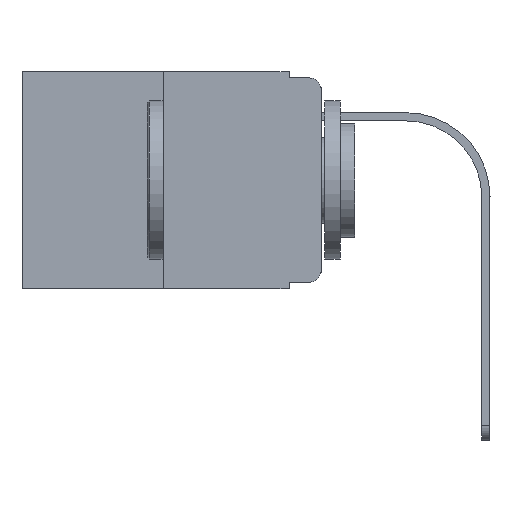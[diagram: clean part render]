
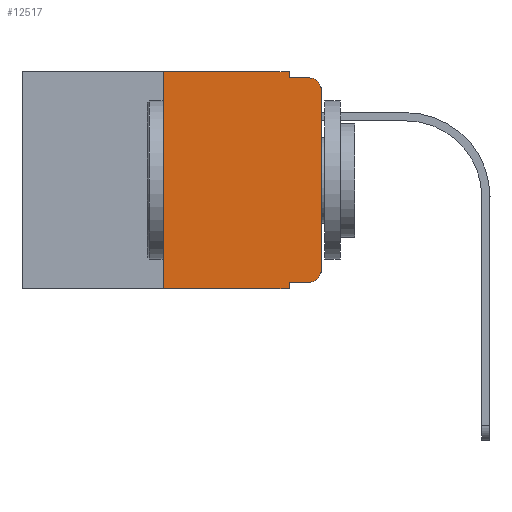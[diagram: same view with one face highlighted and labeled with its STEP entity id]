
A CAD part, left-side view. The second image highlights one B-rep face of the part: STEP entity #12517.
In plain terms, the highlighted planar face has unit normal (-1, 0, 0).
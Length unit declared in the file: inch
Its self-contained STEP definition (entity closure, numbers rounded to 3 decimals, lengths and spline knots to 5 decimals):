
#17 = EDGE_LOOP ( 'NONE', ( #10115, #5198, #9254, #14126, #5017, #1618, #6537, #8545, #1522, #621 ) ) ;
#157 = CARTESIAN_POINT ( 'NONE',  ( 0., 0.25, 0. ) ) ;
#162 = VECTOR ( 'NONE', #776, 39.37008 ) ;
#185 = VECTOR ( 'NONE', #5567, 39.37008 ) ;
#621 = ORIENTED_EDGE ( 'NONE', *, *, #3787, .T. ) ;
#762 = VERTEX_POINT ( 'NONE', #5575 ) ;
#776 = DIRECTION ( 'NONE',  ( 0., 0., -1. ) ) ;
#849 = CARTESIAN_POINT ( 'NONE',  ( 0., 0.473, 0. ) ) ;
#948 = CIRCLE ( 'NONE', #7210, 0.02 ) ;
#1026 = VECTOR ( 'NONE', #3208, 39.37008 ) ;
#1199 = LINE ( 'NONE', #2149, #8017 ) ;
#1237 = CARTESIAN_POINT ( 'NONE',  ( 0., 0.051, -0.01 ) ) ;
#1300 = CARTESIAN_POINT ( 'NONE',  ( 0., 0.473, 0. ) ) ;
#1355 = VECTOR ( 'NONE', #13794, 39.37008 ) ;
#1400 = CARTESIAN_POINT ( 'NONE',  ( 0., 0.25, 0. ) ) ;
#1522 = ORIENTED_EDGE ( 'NONE', *, *, #2976, .T. ) ;
#1618 = ORIENTED_EDGE ( 'NONE', *, *, #8750, .F. ) ;
#1708 = DIRECTION ( 'NONE',  ( 0., 0., 1. ) ) ;
#1907 = EDGE_CURVE ( 'NONE', #12511, #4377, #6677, .T. ) ;
#2149 = CARTESIAN_POINT ( 'NONE',  ( 0., 0.473, -0.343 ) ) ;
#2948 = VERTEX_POINT ( 'NONE', #9915 ) ;
#2973 = CARTESIAN_POINT ( 'NONE',  ( 0., 0.02, -0.03 ) ) ;
#2976 = EDGE_CURVE ( 'NONE', #762, #14109, #6796, .T. ) ;
#3042 = LINE ( 'NONE', #4200, #162 ) ;
#3068 = VERTEX_POINT ( 'NONE', #3545 ) ;
#3208 = DIRECTION ( 'NONE',  ( 0., 0., -1. ) ) ;
#3545 = CARTESIAN_POINT ( 'NONE',  ( 0., 0., -0.313 ) ) ;
#3602 = LINE ( 'NONE', #157, #10813 ) ;
#3787 = EDGE_CURVE ( 'NONE', #14109, #3068, #7395, .T. ) ;
#4054 = EDGE_CURVE ( 'NONE', #3068, #4317, #5850, .T. ) ;
#4143 = AXIS2_PLACEMENT_3D ( 'NONE', #849, #11932, #4277 ) ;
#4200 = CARTESIAN_POINT ( 'NONE',  ( 0., 0.051, 0. ) ) ;
#4209 = DIRECTION ( 'NONE',  ( 0., 0., -1. ) ) ;
#4277 = DIRECTION ( 'NONE',  ( 0., 0., -1. ) ) ;
#4317 = VERTEX_POINT ( 'NONE', #11902 ) ;
#4377 = VERTEX_POINT ( 'NONE', #5175 ) ;
#5017 = ORIENTED_EDGE ( 'NONE', *, *, #11038, .F. ) ;
#5175 = CARTESIAN_POINT ( 'NONE',  ( 0., 0.051, -0.01 ) ) ;
#5198 = ORIENTED_EDGE ( 'NONE', *, *, #6750, .T. ) ;
#5291 = CARTESIAN_POINT ( 'NONE',  ( 0., 0.051, 0. ) ) ;
#5567 = DIRECTION ( 'NONE',  ( 0., -1., 0. ) ) ;
#5575 = CARTESIAN_POINT ( 'NONE',  ( 0., 0.051, -0.333 ) ) ;
#5713 = CARTESIAN_POINT ( 'NONE',  ( 0., 0.02, -0.313 ) ) ;
#5789 = DIRECTION ( 'NONE',  ( -1., 0., 0. ) ) ;
#5850 = LINE ( 'NONE', #13826, #13504 ) ;
#5974 = DIRECTION ( 'NONE',  ( 0., 0., 1. ) ) ;
#6292 = CARTESIAN_POINT ( 'NONE',  ( 0., 0.02, -0.333 ) ) ;
#6491 = DIRECTION ( 'NONE',  ( 0., -1., 0. ) ) ;
#6537 = ORIENTED_EDGE ( 'NONE', *, *, #8627, .T. ) ;
#6677 = LINE ( 'NONE', #10100, #1026 ) ;
#6750 = EDGE_CURVE ( 'NONE', #4317, #6985, #948, .T. ) ;
#6796 = LINE ( 'NONE', #12505, #185 ) ;
#6985 = VERTEX_POINT ( 'NONE', #9354 ) ;
#7210 = AXIS2_PLACEMENT_3D ( 'NONE', #2973, #9794, #4209 ) ;
#7395 = CIRCLE ( 'NONE', #13263, 0.02 ) ;
#7532 = FACE_OUTER_BOUND ( 'NONE', #17, .T. ) ;
#8017 = VECTOR ( 'NONE', #6491, 39.37008 ) ;
#8545 = ORIENTED_EDGE ( 'NONE', *, *, #11377, .F. ) ;
#8627 = EDGE_CURVE ( 'NONE', #2948, #14366, #1199, .T. ) ;
#8750 = EDGE_CURVE ( 'NONE', #2948, #9225, #3602, .T. ) ;
#8907 = DIRECTION ( 'NONE',  ( 0., 0., -1. ) ) ;
#9225 = VERTEX_POINT ( 'NONE', #1400 ) ;
#9254 = ORIENTED_EDGE ( 'NONE', *, *, #12242, .F. ) ;
#9354 = CARTESIAN_POINT ( 'NONE',  ( 0., 0.02, -0.01 ) ) ;
#9794 = DIRECTION ( 'NONE',  ( -1., 0., 0. ) ) ;
#9915 = CARTESIAN_POINT ( 'NONE',  ( 0., 0.25, -0.343 ) ) ;
#10100 = CARTESIAN_POINT ( 'NONE',  ( 0., 0.051, 0. ) ) ;
#10115 = ORIENTED_EDGE ( 'NONE', *, *, #4054, .T. ) ;
#10323 = CARTESIAN_POINT ( 'NONE',  ( 0., 0.051, -0.343 ) ) ;
#10813 = VECTOR ( 'NONE', #5974, 39.37008 ) ;
#10876 = PLANE ( 'NONE',  #4143 ) ;
#11038 = EDGE_CURVE ( 'NONE', #9225, #12511, #11503, .T. ) ;
#11278 = LINE ( 'NONE', #1237, #1355 ) ;
#11377 = EDGE_CURVE ( 'NONE', #762, #14366, #3042, .T. ) ;
#11503 = LINE ( 'NONE', #1300, #13679 ) ;
#11902 = CARTESIAN_POINT ( 'NONE',  ( 0., 0., -0.03 ) ) ;
#11932 = DIRECTION ( 'NONE',  ( 1., 0., 0. ) ) ;
#12242 = EDGE_CURVE ( 'NONE', #4377, #6985, #11278, .T. ) ;
#12320 = DIRECTION ( 'NONE',  ( 0., -1., 0. ) ) ;
#12505 = CARTESIAN_POINT ( 'NONE',  ( 0., 0.051, -0.333 ) ) ;
#12511 = VERTEX_POINT ( 'NONE', #5291 ) ;
#12517 = ADVANCED_FACE ( 'NONE', ( #7532 ), #10876, .F. ) ;
#13263 = AXIS2_PLACEMENT_3D ( 'NONE', #5713, #5789, #8907 ) ;
#13504 = VECTOR ( 'NONE', #1708, 39.37008 ) ;
#13679 = VECTOR ( 'NONE', #12320, 39.37008 ) ;
#13794 = DIRECTION ( 'NONE',  ( 0., -1., 0. ) ) ;
#13826 = CARTESIAN_POINT ( 'NONE',  ( 0., 0., 0. ) ) ;
#14109 = VERTEX_POINT ( 'NONE', #6292 ) ;
#14126 = ORIENTED_EDGE ( 'NONE', *, *, #1907, .F. ) ;
#14366 = VERTEX_POINT ( 'NONE', #10323 ) ;
